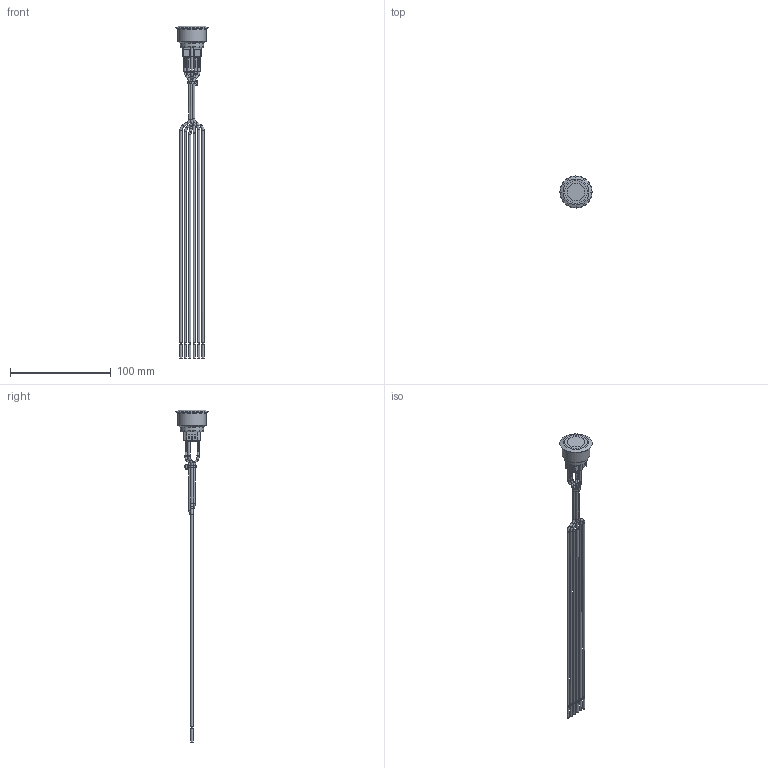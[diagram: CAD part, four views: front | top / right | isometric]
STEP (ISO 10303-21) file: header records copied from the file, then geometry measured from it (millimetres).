
FILE_DESCRIPTION(/* description */ (''),/* implementation_level */ '2;1');
FILE_NAME(/* name */ '100119970_Shrinkwrap_1.stp',/* time_stamp */ '2023-02-28T08:58:03-06:00',/* author */ ('jmeyers'),/* organization */ (''),/* preprocessor_version */ 'ST-DEVELOPER v18.1',/* originating_system */ 'Autodesk Inventor 2020',/* authorisation */ '');
FILE_SCHEMA (('AUTOMOTIVE_DESIGN { 1 0 10303 214 3 1 1 }'));
Length unit declared in the file: millimetre
Products named in the file (1): 100119970_Shrinkwrap_1
Bounding box: 32 x 32 x 330.1 mm (x, y, z)
Volume: 21409.1 mm3; surface area: 17118.9 mm2
Topology: 1 solids, 2 shells, 469 faces, 1249 edges, 778 vertices
Faces by surface type: plane 262, cylinder 134, torus 52, cone 9, sphere 8, bspline 4
Full cylindrical faces by diameter (mm): 1.1 x6, 1.75 x1, 2.2 x31, 2.4 x6, 23.1 x1, 27.9 x1, 32 x1
Entity records: 15147 total; most frequent: CARTESIAN_POINT 3107, DIRECTION 2590, ORIENTED_EDGE 2502, EDGE_CURVE 1251, AXIS2_PLACEMENT_3D 917, VERTEX_POINT 778, LINE 756, VECTOR 756
